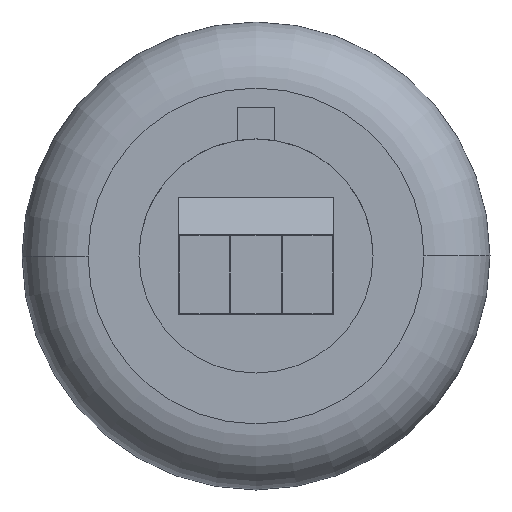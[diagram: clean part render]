
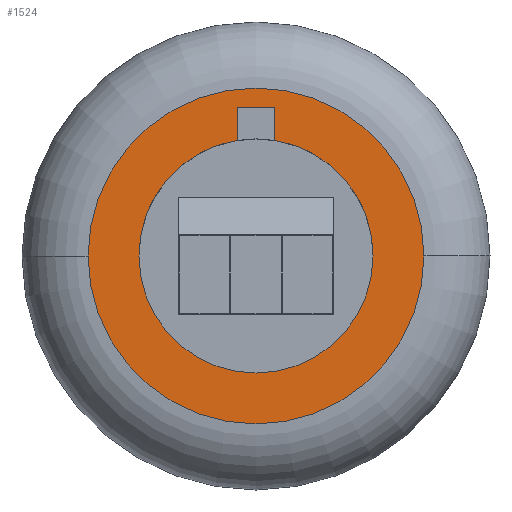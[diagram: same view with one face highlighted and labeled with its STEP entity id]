
A CAD part, front view. The second image highlights one B-rep face of the part: STEP entity #1524.
In plain terms, the highlighted planar face has unit normal (0, -1, 0).
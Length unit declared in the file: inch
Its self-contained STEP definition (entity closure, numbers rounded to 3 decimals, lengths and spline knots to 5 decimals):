
#25 = VERTEX_POINT ( 'NONE', #645 ) ;
#47 = DIRECTION ( 'NONE',  ( 0., 1., 0. ) ) ;
#74 = EDGE_CURVE ( 'NONE', #261, #25, #1198, .T. ) ;
#83 = AXIS2_PLACEMENT_3D ( 'NONE', #1130, #47, #415 ) ;
#95 = DIRECTION ( 'NONE',  ( 0., 1., 0. ) ) ;
#136 = CARTESIAN_POINT ( 'NONE',  ( 0., 0.922, 0. ) ) ;
#193 = EDGE_CURVE ( 'NONE', #1445, #1238, #1345, .T. ) ;
#197 = DIRECTION ( 'NONE',  ( 0., 0., 1. ) ) ;
#241 = DIRECTION ( 'NONE',  ( -1., 0., 0. ) ) ;
#247 = DIRECTION ( 'NONE',  ( 0., 1., 0. ) ) ;
#261 = VERTEX_POINT ( 'NONE', #1291 ) ;
#280 = VERTEX_POINT ( 'NONE', #1512 ) ;
#285 = EDGE_CURVE ( 'NONE', #1238, #1405, #524, .T. ) ;
#354 = CARTESIAN_POINT ( 'NONE',  ( -0.4425, 0.922, 0. ) ) ;
#369 = PLANE ( 'NONE',  #812 ) ;
#380 = CARTESIAN_POINT ( 'NONE',  ( -0.07, 0.922, 0.5628 ) ) ;
#396 = VECTOR ( 'NONE', #197, 39.37008 ) ;
#409 = DIRECTION ( 'NONE',  ( 0., 1., 0. ) ) ;
#413 = DIRECTION ( 'NONE',  ( -1., 0., 0. ) ) ;
#415 = DIRECTION ( 'NONE',  ( -1., 0., 0. ) ) ;
#446 = DIRECTION ( 'NONE',  ( 0., -1., 0. ) ) ;
#524 = LINE ( 'NONE', #953, #396 ) ;
#525 = EDGE_CURVE ( 'NONE', #585, #1405, #1276, .T. ) ;
#562 = DIRECTION ( 'NONE',  ( -1., 0., 0. ) ) ;
#574 = VECTOR ( 'NONE', #1398, 39.37008 ) ;
#585 = VERTEX_POINT ( 'NONE', #1319 ) ;
#619 = AXIS2_PLACEMENT_3D ( 'NONE', #842, #95, #1304 ) ;
#629 = ORIENTED_EDGE ( 'NONE', *, *, #1268, .F. ) ;
#645 = CARTESIAN_POINT ( 'NONE',  ( 0.63478, 0.922, 0. ) ) ;
#655 = EDGE_CURVE ( 'NONE', #280, #682, #1158, .T. ) ;
#682 = VERTEX_POINT ( 'NONE', #1016 ) ;
#702 = CARTESIAN_POINT ( 'NONE',  ( 0.07, 0.922, -0.88482 ) ) ;
#721 = ORIENTED_EDGE ( 'NONE', *, *, #1203, .T. ) ;
#751 = CARTESIAN_POINT ( 'NONE',  ( 0.4425, 0.922, 0. ) ) ;
#753 = DIRECTION ( 'NONE',  ( 0., -1., 0. ) ) ;
#812 = AXIS2_PLACEMENT_3D ( 'NONE', #751, #247, #241 ) ;
#831 = ORIENTED_EDGE ( 'NONE', *, *, #525, .F. ) ;
#832 = CARTESIAN_POINT ( 'NONE',  ( -0.07, 0.922, 0.43693 ) ) ;
#842 = CARTESIAN_POINT ( 'NONE',  ( 0., 0.922, 0. ) ) ;
#857 = EDGE_CURVE ( 'NONE', #682, #1445, #1417, .T. ) ;
#871 = DIRECTION ( 'NONE',  ( -1., 0., 0. ) ) ;
#878 = DIRECTION ( 'NONE',  ( -1., 0., 0. ) ) ;
#953 = CARTESIAN_POINT ( 'NONE',  ( -0.07, 0.922, -0.88482 ) ) ;
#954 = LINE ( 'NONE', #702, #574 ) ;
#962 = ORIENTED_EDGE ( 'NONE', *, *, #74, .T. ) ;
#978 = ORIENTED_EDGE ( 'NONE', *, *, #857, .T. ) ;
#993 = CARTESIAN_POINT ( 'NONE',  ( 0., 0.922, 0. ) ) ;
#1016 = CARTESIAN_POINT ( 'NONE',  ( 0.4425, 0.922, 0. ) ) ;
#1032 = AXIS2_PLACEMENT_3D ( 'NONE', #136, #409, #413 ) ;
#1034 = VECTOR ( 'NONE', #871, 39.37008 ) ;
#1092 = EDGE_LOOP ( 'NONE', ( #962, #721 ) ) ;
#1096 = AXIS2_PLACEMENT_3D ( 'NONE', #1159, #446, #562 ) ;
#1115 = FACE_OUTER_BOUND ( 'NONE', #1092, .T. ) ;
#1130 = CARTESIAN_POINT ( 'NONE',  ( 0., 0.922, 0. ) ) ;
#1158 = CIRCLE ( 'NONE', #1032, 0.4425 ) ;
#1159 = CARTESIAN_POINT ( 'NONE',  ( 0., 0.922, 0. ) ) ;
#1181 = ORIENTED_EDGE ( 'NONE', *, *, #285, .T. ) ;
#1182 = CARTESIAN_POINT ( 'NONE',  ( -0.07, 0.922, 0.5628 ) ) ;
#1183 = ORIENTED_EDGE ( 'NONE', *, *, #193, .T. ) ;
#1198 = CIRCLE ( 'NONE', #1275, 0.63478 ) ;
#1203 = EDGE_CURVE ( 'NONE', #25, #261, #1242, .T. ) ;
#1238 = VERTEX_POINT ( 'NONE', #832 ) ;
#1240 = FACE_BOUND ( 'NONE', #1389, .T. ) ;
#1242 = CIRCLE ( 'NONE', #1096, 0.63478 ) ;
#1260 = ORIENTED_EDGE ( 'NONE', *, *, #655, .T. ) ;
#1268 = EDGE_CURVE ( 'NONE', #280, #585, #954, .T. ) ;
#1275 = AXIS2_PLACEMENT_3D ( 'NONE', #993, #753, #878 ) ;
#1276 = LINE ( 'NONE', #380, #1034 ) ;
#1291 = CARTESIAN_POINT ( 'NONE',  ( -0.63478, 0.922, 0. ) ) ;
#1304 = DIRECTION ( 'NONE',  ( -1., 0., 0. ) ) ;
#1319 = CARTESIAN_POINT ( 'NONE',  ( 0.07, 0.922, 0.5628 ) ) ;
#1345 = CIRCLE ( 'NONE', #83, 0.4425 ) ;
#1389 = EDGE_LOOP ( 'NONE', ( #1260, #978, #1183, #1181, #831, #629 ) ) ;
#1398 = DIRECTION ( 'NONE',  ( 0., 0., 1. ) ) ;
#1405 = VERTEX_POINT ( 'NONE', #1182 ) ;
#1417 = CIRCLE ( 'NONE', #619, 0.4425 ) ;
#1445 = VERTEX_POINT ( 'NONE', #354 ) ;
#1512 = CARTESIAN_POINT ( 'NONE',  ( 0.07, 0.922, 0.43693 ) ) ;
#1524 = ADVANCED_FACE ( 'NONE', ( #1115, #1240 ), #369, .F. ) ;
